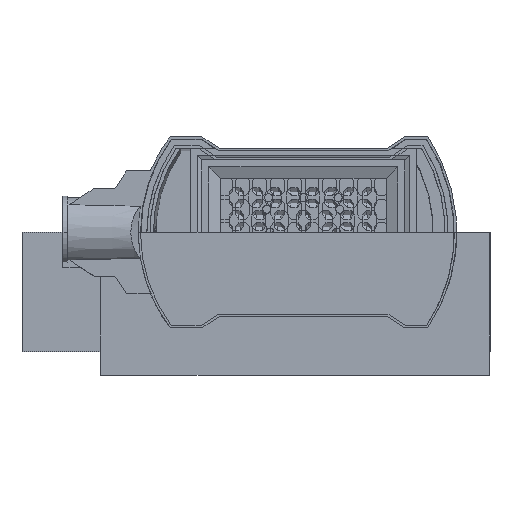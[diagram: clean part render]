
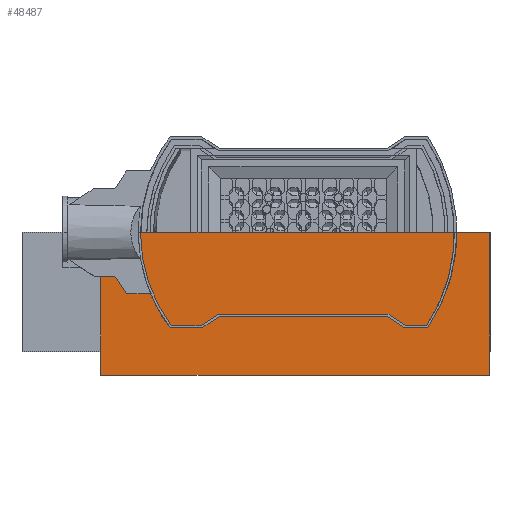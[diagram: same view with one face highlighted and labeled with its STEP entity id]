
A CAD part, top view. The second image highlights one B-rep face of the part: STEP entity #48487.
In plain terms, the highlighted planar face has unit normal (0, 0, -1).
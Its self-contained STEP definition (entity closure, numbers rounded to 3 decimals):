
#48448=DIRECTION('',(-1.,0.,0.));
#48449=VECTOR('',#48448,335.699);
#48450=CARTESIAN_POINT('',(160.91,0.,8.157));
#48451=LINE('',#48450,#48449);
#48452=DIRECTION('',(0.,-1.,0.));
#48453=VECTOR('',#48452,123.33);
#48454=CARTESIAN_POINT('',(-174.789,0.,8.157));
#48455=LINE('',#48454,#48453);
#48456=DIRECTION('',(1.,0.,0.));
#48457=VECTOR('',#48456,335.699);
#48458=CARTESIAN_POINT('',(-174.789,-123.33,8.157));
#48459=LINE('',#48458,#48457);
#48460=DIRECTION('',(0.,1.,0.));
#48461=VECTOR('',#48460,123.33);
#48462=CARTESIAN_POINT('',(160.91,-123.33,8.157));
#48463=LINE('',#48462,#48461);
#48464=CARTESIAN_POINT('',(160.91,0.,8.157));
#48465=CARTESIAN_POINT('',(-174.789,0.,8.157));
#48466=VERTEX_POINT('',#48464);
#48467=VERTEX_POINT('',#48465);
#48468=CARTESIAN_POINT('',(160.91,-123.33,8.157));
#48469=CARTESIAN_POINT('',(-174.789,-123.33,8.157));
#48470=VERTEX_POINT('',#48468);
#48471=VERTEX_POINT('',#48469);
#48472=CARTESIAN_POINT('',(160.91,0.,8.157));
#48473=DIRECTION('',(0.,0.,-1.));
#48474=DIRECTION('',(-1.,0.,0.));
#48475=AXIS2_PLACEMENT_3D('',#48472,#48473,#48474);
#48476=PLANE('',#48475);
#48478=ORIENTED_EDGE('',*,*,#48477,.T.);
#48480=ORIENTED_EDGE('',*,*,#48479,.T.);
#48482=ORIENTED_EDGE('',*,*,#48481,.T.);
#48484=ORIENTED_EDGE('',*,*,#48483,.T.);
#48485=EDGE_LOOP('',(#48478,#48480,#48482,#48484));
#48486=FACE_OUTER_BOUND('',#48485,.F.);
#48477=EDGE_CURVE('',#48466,#48467,#48451,.T.);
#48479=EDGE_CURVE('',#48467,#48471,#48455,.T.);
#48481=EDGE_CURVE('',#48471,#48470,#48459,.T.);
#48483=EDGE_CURVE('',#48470,#48466,#48463,.T.);
#48487=ADVANCED_FACE('',(#48486),#48476,.T.);
